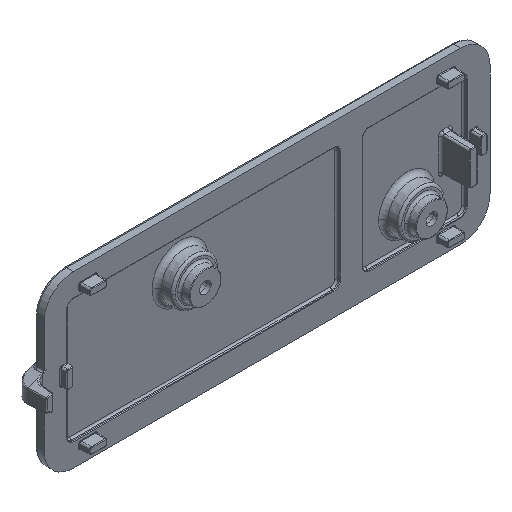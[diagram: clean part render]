
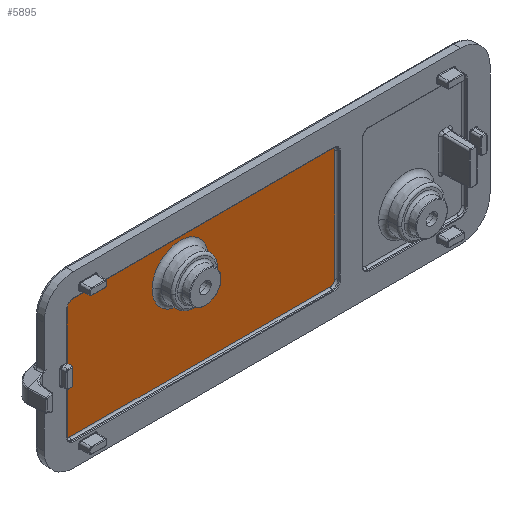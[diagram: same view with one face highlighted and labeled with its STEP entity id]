
A CAD part, isometric view. The second image highlights one B-rep face of the part: STEP entity #5895.
In plain terms, the highlighted planar face has unit normal (0, -1, 0).
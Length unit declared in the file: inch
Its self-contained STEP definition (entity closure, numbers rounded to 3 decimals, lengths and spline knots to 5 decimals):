
#578=CARTESIAN_POINT('',(1.19,0.03,0.23));
#579=DIRECTION('',(0.,-1.,0.));
#580=DIRECTION('',(1.,0.,0.));
#581=AXIS2_PLACEMENT_3D('',#578,#579,#580);
#583=CARTESIAN_POINT('',(1.19,0.03,0.23));
#584=DIRECTION('',(0.,-1.,0.));
#585=DIRECTION('',(-1.,0.,0.));
#586=AXIS2_PLACEMENT_3D('',#583,#584,#585);
#598=CARTESIAN_POINT('',(2.47,0.03,0.475));
#599=DIRECTION('',(0.,1.,0.));
#600=DIRECTION('',(0.,0.,1.));
#601=AXIS2_PLACEMENT_3D('',#598,#599,#600);
#603=DIRECTION('',(0.,0.,-1.));
#604=VECTOR('',#603,0.95);
#605=CARTESIAN_POINT('',(2.50539,0.03,0.475));
#606=LINE('',#605,#604);
#607=CARTESIAN_POINT('',(2.47,0.03,-0.475));
#608=DIRECTION('',(0.,1.,0.));
#609=DIRECTION('',(1.,0.,0.));
#610=AXIS2_PLACEMENT_3D('',#607,#608,#609);
#612=DIRECTION('',(-1.,0.,0.));
#613=VECTOR('',#612,2.22);
#614=CARTESIAN_POINT('',(2.47,0.03,-0.51039));
#615=LINE('',#614,#613);
#616=CARTESIAN_POINT('',(0.25,0.03,-0.475));
#617=DIRECTION('',(0.,1.,0.));
#618=DIRECTION('',(0.,0.,-1.));
#619=AXIS2_PLACEMENT_3D('',#616,#617,#618);
#621=DIRECTION('',(0.,0.,1.));
#622=VECTOR('',#621,0.95);
#623=CARTESIAN_POINT('',(0.21461,0.03,-0.475));
#624=LINE('',#623,#622);
#625=CARTESIAN_POINT('',(0.25,0.03,0.475));
#626=DIRECTION('',(0.,1.,0.));
#627=DIRECTION('',(-1.,0.,0.));
#628=AXIS2_PLACEMENT_3D('',#625,#626,#627);
#630=DIRECTION('',(1.,0.,0.));
#631=VECTOR('',#630,2.22);
#632=CARTESIAN_POINT('',(0.25,0.03,0.51039));
#633=LINE('',#632,#631);
#4570=CARTESIAN_POINT('',(1.42897,0.03,0.23));
#4571=CARTESIAN_POINT('',(0.95103,0.03,0.23));
#4572=VERTEX_POINT('',#4570);
#4573=VERTEX_POINT('',#4571);
#5259=CARTESIAN_POINT('',(2.47,0.03,0.51039));
#5260=CARTESIAN_POINT('',(2.50539,0.03,0.475));
#5261=VERTEX_POINT('',#5259);
#5262=VERTEX_POINT('',#5260);
#5267=CARTESIAN_POINT('',(2.50539,0.03,-0.475));
#5268=VERTEX_POINT('',#5267);
#5271=CARTESIAN_POINT('',(2.47,0.03,-0.51039));
#5272=VERTEX_POINT('',#5271);
#5275=CARTESIAN_POINT('',(0.25,0.03,-0.51039));
#5276=VERTEX_POINT('',#5275);
#5279=CARTESIAN_POINT('',(0.21461,0.03,-0.475));
#5280=VERTEX_POINT('',#5279);
#5283=CARTESIAN_POINT('',(0.21461,0.03,0.475));
#5284=VERTEX_POINT('',#5283);
#5287=CARTESIAN_POINT('',(0.25,0.03,0.51039));
#5288=VERTEX_POINT('',#5287);
#5866=CARTESIAN_POINT('',(0.,0.03,0.));
#5867=DIRECTION('',(0.,-1.,0.));
#5868=DIRECTION('',(-1.,0.,0.));
#5869=AXIS2_PLACEMENT_3D('',#5866,#5867,#5868);
#5870=PLANE('',#5869);
#5872=ORIENTED_EDGE('',*,*,#5871,.T.);
#5874=ORIENTED_EDGE('',*,*,#5873,.T.);
#5876=ORIENTED_EDGE('',*,*,#5875,.T.);
#5878=ORIENTED_EDGE('',*,*,#5877,.T.);
#5880=ORIENTED_EDGE('',*,*,#5879,.T.);
#5882=ORIENTED_EDGE('',*,*,#5881,.T.);
#5884=ORIENTED_EDGE('',*,*,#5883,.T.);
#5886=ORIENTED_EDGE('',*,*,#5885,.T.);
#5887=EDGE_LOOP('',(#5872,#5874,#5876,#5878,#5880,#5882,#5884,#5886));
#5888=FACE_OUTER_BOUND('',#5887,.F.);
#5890=ORIENTED_EDGE('',*,*,#5889,.T.);
#5892=ORIENTED_EDGE('',*,*,#5891,.T.);
#5893=EDGE_LOOP('',(#5890,#5892));
#5894=FACE_BOUND('',#5893,.F.);
#582=CIRCLE('',#581,0.23897);
#587=CIRCLE('',#586,0.23897);
#602=CIRCLE('',#601,0.03539);
#611=CIRCLE('',#610,0.03539);
#620=CIRCLE('',#619,0.03539);
#629=CIRCLE('',#628,0.03539);
#5871=EDGE_CURVE('',#5261,#5262,#602,.T.);
#5873=EDGE_CURVE('',#5262,#5268,#606,.T.);
#5875=EDGE_CURVE('',#5268,#5272,#611,.T.);
#5877=EDGE_CURVE('',#5272,#5276,#615,.T.);
#5879=EDGE_CURVE('',#5276,#5280,#620,.T.);
#5881=EDGE_CURVE('',#5280,#5284,#624,.T.);
#5883=EDGE_CURVE('',#5284,#5288,#629,.T.);
#5885=EDGE_CURVE('',#5288,#5261,#633,.T.);
#5889=EDGE_CURVE('',#4572,#4573,#582,.T.);
#5891=EDGE_CURVE('',#4573,#4572,#587,.T.);
#5895=ADVANCED_FACE('',(#5888,#5894),#5870,.T.);
